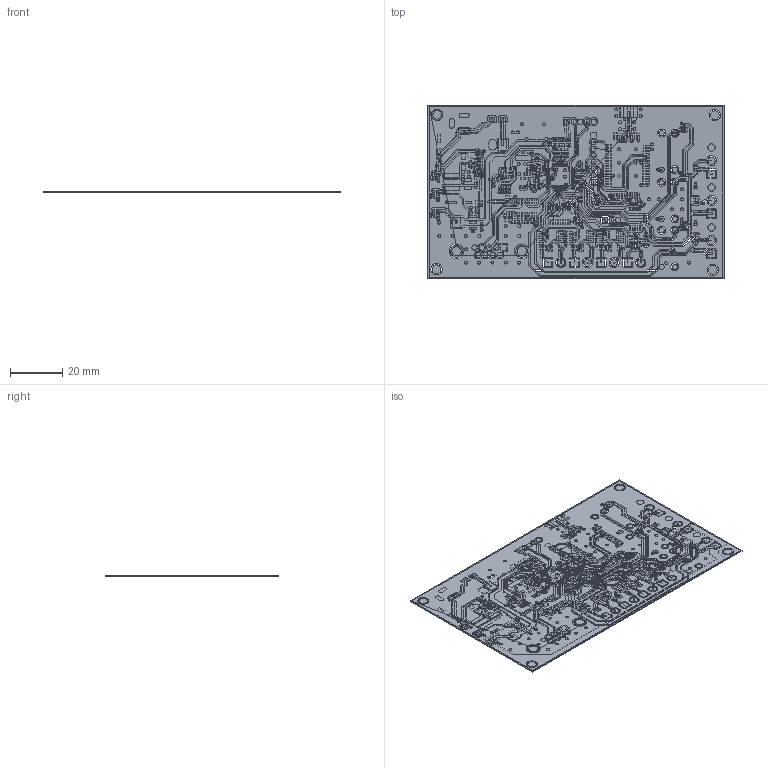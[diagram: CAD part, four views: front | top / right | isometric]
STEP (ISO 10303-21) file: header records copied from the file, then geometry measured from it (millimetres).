
FILE_DESCRIPTION(/* description */ ('PCB Design'),/* implementation_level */ '2;1');
FILE_NAME(/* name */ 'aa',/* time_stamp */ '2020-07-26T16:58:17+07:00',/* author */ ('NguyenThanhTam'),/* organization */ (''),/* preprocessor_version */ 'ST-DEVELOPER v16',/* originating_system */ 'allegro_17.2S052',/* authorisation */ '');
FILE_SCHEMA (('AUTOMOTIVE_DESIGN { 1 0 10303 214 3 1 1 }'));
Length unit declared in the file: millimetre
Products named in the file (86): AA; BOARD_OUTLINE; EXTERNAL COPPER; TOP; PADS_TOP; CIRCLE_44001; RECT_8000X235001; CIRCLE_50001; RECT_5000X50001; CIRCLE_51001; CIRCLE_47001; RECT_8000X80001; CIRCLE_80001; RECT_7087X27561; CIRCLE_180001; RECT_5000X25001; CIRCLE_130001; RECT_6800X30001; RECT_4500X50001; RECT_11024X47241; RECT_6299X224411; RECT_11000X110001; CIRCLE_110001; RECT_6700X21001; RECT_7000X85001; RECT_11811X147641; RECT_9843X35431; RECT_4000X22001; RECT_3200X67001; RECT_15748X47241; RECT_4724X47241; RECT_7500X25001; RECT_4724X10001; RECT_3500X32001; RECT_8464X66781; RECT_12000X35001; OBLONG_18000X70001; OBLONG_15000X70001; RECT_16000X120001; OBLONG_16000X120001 ...
Assembly tree (762 placements, depth 5):
  AA
    BOARD_OUTLINE
    EXTERNAL COPPER
      TOP
        PADS_TOP
          CIRCLE_44001  x130
          RECT_8000X235001
          CIRCLE_50001
          RECT_5000X50001
          CIRCLE_51001
          CIRCLE_47001
          RECT_8000X80001  x4
          CIRCLE_80001  x33
          RECT_7087X27561  x42
          CIRCLE_180001  x2
          RECT_5000X25001  x16
          CIRCLE_130001  x4
          RECT_6800X30001  x14
          RECT_4500X50001  x34
          RECT_11024X47241  x2
          RECT_6299X224411  x2
          RECT_11000X110001  x7
          CIRCLE_110001  x10
          RECT_6700X21001  x14
          RECT_7000X85001  x12
          RECT_11811X147641
          RECT_9843X35431  x3
          RECT_4000X22001  x6
          RECT_3200X67001  x2
          RECT_15748X47241  x3
          RECT_4724X47241  x4
          RECT_7500X25001  x16
          RECT_4724X10001  x48
          RECT_3500X32001  x90
          RECT_8464X66781  x4
          RECT_12000X35001  x4
          OBLONG_18000X70001
          OBLONG_15000X70001  x2
          RECT_16000X120001
          OBLONG_16000X120001
        TRACES_TOP
        SHAPES_TOP
          SHAPE_1_N8128146
          SHAPE_2_VCC3.3V
          SHAPE_3_GND
          SHAPE_4_GND
          SHAPE_5_GND
          SHAPE_6_GND
          SHAPE_7_GND
          SHAPE_8_GND
          SHAPE_9_GND
          SHAPE_10_GND
          SHAPE_11_GND
          SHAPE_12_GND
          SHAPE_13_GND
          SHAPE_14_GND
          SHAPE_15_GND
          SHAPE_16_GND
          SHAPE_17_GND
          SHAPE_18_VCC5V
Bounding box: 113.03 x 66.04 x 0.3 mm (x, y, z)
Surface area: 13103.4 mm2 (no closed solid volume)
Topology: 0 solids, 1008 shells, 1029 faces, 6429 edges, 6402 vertices
Faces by surface type: plane 1021, cylinder 8
Entity records: 45500 total; most frequent: CARTESIAN_POINT 7686, VERTEX_POINT 5133, ORIENTED_EDGE 4818, EDGE_CURVE 4765, DIRECTION 4426, AXIS2_PLACEMENT_3D 3690, VECTOR 2951, LINE 2951
